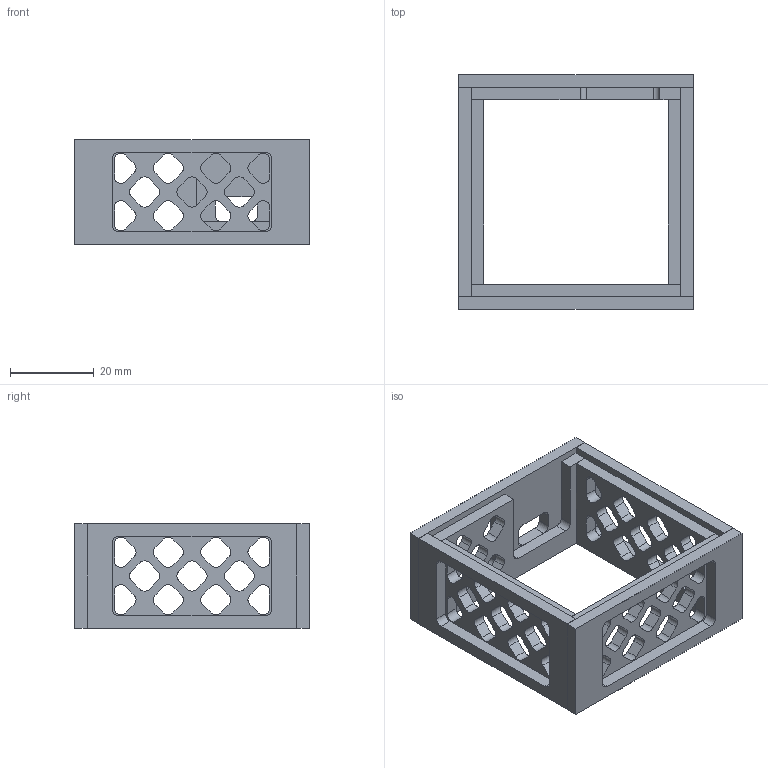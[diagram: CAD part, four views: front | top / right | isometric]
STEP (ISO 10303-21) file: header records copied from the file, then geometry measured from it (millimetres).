
FILE_DESCRIPTION((''),'2;1');
FILE_NAME('LASER_CASING','2016-12-30T',(''),('Frack'),'CREO PARAMETRIC BY PTC INC, 18.00','CREO PARAMETRIC BY PTC INC, 18.00','');
FILE_SCHEMA(('AUTOMOTIVE_DESIGN { 1 0 10303 214 1 1 1 1 }'));
Length unit declared in the file: millimetre
Products named in the file (9): LASER_CASING_P1; LASER_CASING_P2; LASER_CASING_P3; LASER_CASING_P4; LASER_CASING_P6; LASER_CASING_P5; LASER_CASING_P8; LASER_CASING_P7; LASER_CASING
Assembly tree (8 placements, depth 2):
  LASER_CASING
    LASER_CASING_P1
    LASER_CASING_P2
    LASER_CASING_P3
    LASER_CASING_P4
    LASER_CASING_P6
    LASER_CASING_P5
    LASER_CASING_P8
    LASER_CASING_P7
Bounding box: 56 x 56 x 25 mm (x, y, z)
Volume: 16815.4 mm3; surface area: 18838 mm2
Topology: 8 solids, 8 shells, 434 faces, 1314 edges, 896 vertices
Faces by surface type: plane 274, cylinder 160
Entity records: 19687 total; most frequent: CARTESIAN_POINT 2702, DIRECTION 2628, ORIENTED_EDGE 2628, PRESENTATION_STYLE_ASSIGNMENT 1330, STYLED_ITEM 1330, CURVE_STYLE 1322, EDGE_CURVE 1314, VECTOR 934
